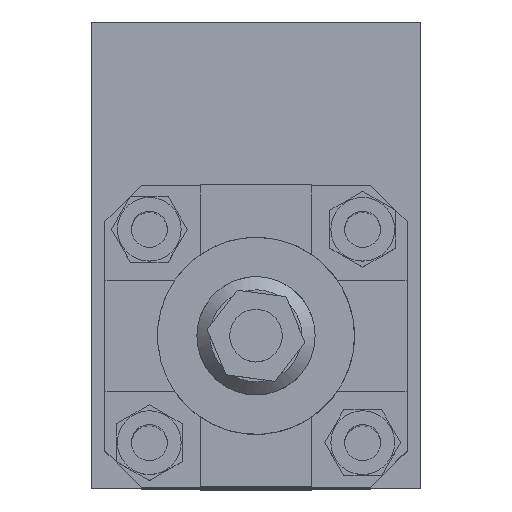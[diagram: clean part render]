
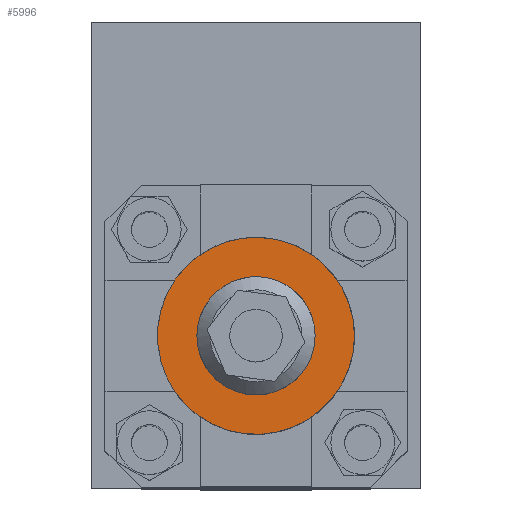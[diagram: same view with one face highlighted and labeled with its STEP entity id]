
A CAD part, top view. The second image highlights one B-rep face of the part: STEP entity #5996.
In plain terms, the highlighted planar face has unit normal (0, 0, 1).
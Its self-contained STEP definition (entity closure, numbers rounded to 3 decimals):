
#160=FACE_BOUND($,#957,.T.);
#161=FACE_BOUND($,#958,.T.);
#268=CIRCLE($,#6378,9.);
#300=CIRCLE($,#6459,15.);
#957=EDGE_LOOP($,(#5010));
#958=EDGE_LOOP($,(#5011));
#2769=VERTEX_POINT($,#9290);
#2852=VERTEX_POINT($,#9528);
#3498=EDGE_CURVE($,#2769,#2769,#268,.T.);
#3604=EDGE_CURVE($,#2852,#2852,#300,.T.);
#5010=ORIENTED_EDGE($,*,*,#3498,.T.);
#5011=ORIENTED_EDGE($,*,*,#3604,.F.);
#5666=PLANE($,#6461);
#5996=ADVANCED_FACE($,(#160,#161),#5666,.F.);
#6378=AXIS2_PLACEMENT_3D($,#9291,#7591,#7592);
#6459=AXIS2_PLACEMENT_3D($,#9529,#7827,#7828);
#6461=AXIS2_PLACEMENT_3D($,#9531,#7831,#7832);
#7591=DIRECTION('center_axis',(0.,0.,
-1.));
#7592=DIRECTION('ref_axis',(-1.,0.,0.));
#7827=DIRECTION('center_axis',(0.,0.,
-1.));
#7828=DIRECTION('ref_axis',(-1.,0.,0.));
#7831=DIRECTION('center_axis',(0.,0.,
-1.));
#7832=DIRECTION('ref_axis',(-1.,0.,0.));
#9290=CARTESIAN_POINT('',(9.,-12.5,138.));
#9291=CARTESIAN_POINT('Origin',(0.,-12.5,138.));
#9528=CARTESIAN_POINT('',(15.,-12.5,138.));
#9529=CARTESIAN_POINT('Origin',(0.,-12.5,138.));
#9531=CARTESIAN_POINT('Origin',(0.,-12.5,138.));
